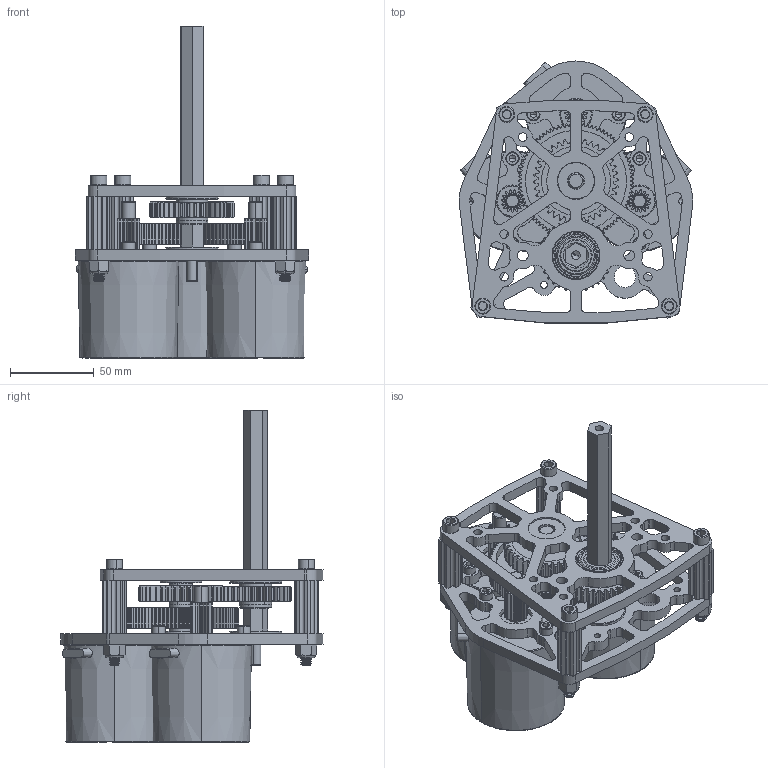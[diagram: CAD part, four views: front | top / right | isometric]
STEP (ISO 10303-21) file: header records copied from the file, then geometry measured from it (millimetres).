
FILE_DESCRIPTION (( 'STEP AP203' ), '1' );
FILE_NAME ('am-3805_047 2 Stage 3 CIM EVO Slim.STEP', '2022-12-12T20:35:26', ( '' ), ( '' ), 'SwSTEP 2.0', 'SolidWorks 2022', '' );
FILE_SCHEMA (( 'CONFIG_CONTROL_DESIGN' ));
Length unit declared in the file: inch
Products named in the file (22): 14-20 Nylock Nut_97135A210; 15T 32DP 8mm Bore Gear; retaining Ring 0500 - Mcm 98410A122_98410A122; am-3814 EVO Slim 2 Stage Cluster Shaft; 85T 32DP 375 Hex Bore Gear; AM14U3 Output Shaft V2; 2 Stage AM14U3 Output Shaft V2 with Magnet; 10-32x0625_shcs2_HX-SHCS 0.19-32x1.375x1-C; FR6ZZ-L Bearing; am-2986 FR8ZZ Hex Bearing; REV-21-1650; Evo Shifter 2 Axle Shaft Plate REV2; am-4258_15T NEO with 15T 32DP Pinion for EVO Gearboxes; am-3538 38T 20DP 375Hex 375 FW; 2 Stage Churro Spacer; .0625 x 500hex Acetal Spacer (am-1364); Evo CIM Slim Motor Plate Encoder Change; FR6ZZ Bearing; SHCS 14-20 x 2.25 - Mcm 90128A254_90128A254; am-3805_047 2 Stage 3 CIM EVO Slim; Encoder Magnet; 32T 20DP 500hex 375 FW
Assembly tree (38 placements, depth 3):
  am-3805_047 2 Stage 3 CIM EVO Slim
    Evo CIM Slim Motor Plate Encoder Change
    am-4258_15T NEO with 15T 32DP Pinion for EVO Gearboxes  x3
      REV-21-1650
      15T 32DP 8mm Bore Gear
    10-32x0625_shcs2_HX-SHCS 0.19-32x1.375x1-C  x6
    FR6ZZ Bearing  x2
    am-3814 EVO Slim 2 Stage Cluster Shaft
    85T 32DP 375 Hex Bore Gear
    am-3538 38T 20DP 375Hex 375 FW
    Evo Shifter 2 Axle Shaft Plate REV2
    2 Stage AM14U3 Output Shaft V2 with Magnet
      AM14U3 Output Shaft V2
      Encoder Magnet
    FR6ZZ-L Bearing
    am-2986 FR8ZZ Hex Bearing
    .0625 x 500hex Acetal Spacer (am-1364)
    retaining Ring 0500 - Mcm 98410A122_98410A122
    32T 20DP 500hex 375 FW
    SHCS 14-20 x 2.25 - Mcm 90128A254_90128A254  x4
    2 Stage Churro Spacer  x4
    14-20 Nylock Nut_97135A210  x4
Bounding box: 139.25 x 156.21 x 197.95 mm (x, y, z)
Volume: 675702.7 mm3; surface area: 187412.5 mm2
Topology: 42 solids, 42 shells, 3060 faces, 8229 edges, 5297 vertices
Faces by surface type: cylinder 1822, cone 677, plane 477, bspline 46, torus 38
Entity records: 74122 total; most frequent: CARTESIAN_POINT 18807, DIRECTION 11535, ORIENTED_EDGE 11186, EDGE_CURVE 5593, AXIS2_PLACEMENT_3D 4855, VERTEX_POINT 3673, CIRCLE 2829, EDGE_LOOP 2186
